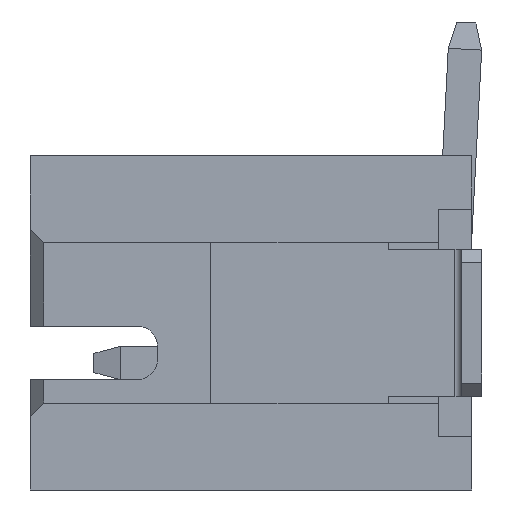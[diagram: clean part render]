
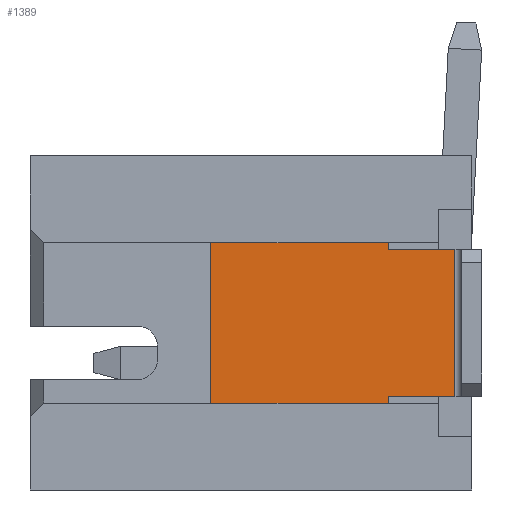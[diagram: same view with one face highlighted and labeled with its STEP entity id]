
A CAD part, left-side view. The second image highlights one B-rep face of the part: STEP entity #1389.
In plain terms, the highlighted face is planar.
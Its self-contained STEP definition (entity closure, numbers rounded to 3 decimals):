
#13 = ORIENTED_EDGE ( 'NONE', *, *, #2893, .T. ) ;
#276 = LINE ( 'NONE', #2927, #7581 ) ;
#379 = LINE ( 'NONE', #7660, #7395 ) ;
#490 = CARTESIAN_POINT ( 'NONE',  ( 5.35, 1.4, -3.35 ) ) ;
#534 = EDGE_CURVE ( 'NONE', #8161, #1356, #3503, .T. ) ;
#563 = EDGE_CURVE ( 'NONE', #7901, #4148, #7421, .T. ) ;
#648 = VECTOR ( 'NONE', #3287, 1000. ) ;
#810 = CARTESIAN_POINT ( 'NONE',  ( 5.35, 1.6, -3.95 ) ) ;
#837 = ORIENTED_EDGE ( 'NONE', *, *, #962, .T. ) ;
#962 = EDGE_CURVE ( 'NONE', #4122, #8161, #276, .T. ) ;
#1010 = DIRECTION ( 'NONE',  ( 0., 0., 1. ) ) ;
#1027 = ORIENTED_EDGE ( 'NONE', *, *, #3122, .T. ) ;
#1138 = PLANE ( 'NONE',  #7012 ) ;
#1215 = VERTEX_POINT ( 'NONE', #1813 ) ;
#1314 = LINE ( 'NONE', #5363, #1451 ) ;
#1356 = VERTEX_POINT ( 'NONE', #3439 ) ;
#1363 = VECTOR ( 'NONE', #1379, 1000. ) ;
#1379 = DIRECTION ( 'NONE',  ( 0., 1., 0. ) ) ;
#1389 = ADVANCED_FACE ( 'NONE', ( #7052 ), #1138, .T. ) ;
#1428 = EDGE_CURVE ( 'NONE', #4170, #4148, #8550, .T. ) ;
#1451 = VECTOR ( 'NONE', #8279, 1000. ) ;
#1602 = DIRECTION ( 'NONE',  ( 0., 1., 0. ) ) ;
#1673 = CARTESIAN_POINT ( 'NONE',  ( 5.35, 1.4, -3.75 ) ) ;
#1716 = DIRECTION ( 'NONE',  ( 0., 0., -1. ) ) ;
#1774 = VECTOR ( 'NONE', #6598, 1000. ) ;
#1806 = LINE ( 'NONE', #5100, #1774 ) ;
#1807 = CARTESIAN_POINT ( 'NONE',  ( 5.35, 1.4, -0.75 ) ) ;
#1813 = CARTESIAN_POINT ( 'NONE',  ( 5.35, 4.05, -0.55 ) ) ;
#2159 = ORIENTED_EDGE ( 'NONE', *, *, #6201, .F. ) ;
#2212 = DIRECTION ( 'NONE',  ( 0., 0., -1. ) ) ;
#2815 = EDGE_CURVE ( 'NONE', #1356, #5773, #379, .T. ) ;
#2893 = EDGE_CURVE ( 'NONE', #4388, #4170, #4639, .T. ) ;
#2927 = CARTESIAN_POINT ( 'NONE',  ( 5.35, 1.4, -3.75 ) ) ;
#3122 = EDGE_CURVE ( 'NONE', #1215, #4388, #8049, .T. ) ;
#3287 = DIRECTION ( 'NONE',  ( 0., -0.707, -0.707 ) ) ;
#3439 = CARTESIAN_POINT ( 'NONE',  ( 5.35, 1.6, -3.95 ) ) ;
#3503 = LINE ( 'NONE', #810, #7575 ) ;
#3677 = EDGE_CURVE ( 'NONE', #1215, #5773, #1314, .T. ) ;
#3679 = VERTEX_POINT ( 'NONE', #8183 ) ;
#3691 = EDGE_LOOP ( 'NONE', ( #3912, #1027, #13, #5959, #4205, #2159, #6232, #837, #5236, #6181 ) ) ;
#3912 = ORIENTED_EDGE ( 'NONE', *, *, #3677, .F. ) ;
#4122 = VERTEX_POINT ( 'NONE', #490 ) ;
#4123 = VECTOR ( 'NONE', #6777, 1000. ) ;
#4148 = VERTEX_POINT ( 'NONE', #6507 ) ;
#4170 = VERTEX_POINT ( 'NONE', #1807 ) ;
#4205 = ORIENTED_EDGE ( 'NONE', *, *, #563, .F. ) ;
#4388 = VERTEX_POINT ( 'NONE', #4962 ) ;
#4639 = LINE ( 'NONE', #5255, #648 ) ;
#4897 = DIRECTION ( 'NONE',  ( 0., -1., 0. ) ) ;
#4962 = CARTESIAN_POINT ( 'NONE',  ( 5.35, 1.6, -0.55 ) ) ;
#5100 = CARTESIAN_POINT ( 'NONE',  ( 5.35, 0.4, -3.35 ) ) ;
#5106 = CARTESIAN_POINT ( 'NONE',  ( 5.35, 0.15, -2.25 ) ) ;
#5161 = EDGE_CURVE ( 'NONE', #4122, #3679, #7090, .T. ) ;
#5236 = ORIENTED_EDGE ( 'NONE', *, *, #534, .T. ) ;
#5255 = CARTESIAN_POINT ( 'NONE',  ( 5.35, 1.6, -0.55 ) ) ;
#5363 = CARTESIAN_POINT ( 'NONE',  ( 5.35, 4.05, -2.25 ) ) ;
#5773 = VERTEX_POINT ( 'NONE', #6546 ) ;
#5959 = ORIENTED_EDGE ( 'NONE', *, *, #1428, .T. ) ;
#6181 = ORIENTED_EDGE ( 'NONE', *, *, #2815, .T. ) ;
#6201 = EDGE_CURVE ( 'NONE', #3679, #7901, #1806, .T. ) ;
#6232 = ORIENTED_EDGE ( 'NONE', *, *, #5161, .F. ) ;
#6445 = VECTOR ( 'NONE', #1716, 1000. ) ;
#6507 = CARTESIAN_POINT ( 'NONE',  ( 5.35, 1.4, -1.15 ) ) ;
#6546 = CARTESIAN_POINT ( 'NONE',  ( 5.35, 4.05, -3.95 ) ) ;
#6598 = DIRECTION ( 'NONE',  ( 0., 0., 1. ) ) ;
#6777 = DIRECTION ( 'NONE',  ( 0., -1., 0. ) ) ;
#6846 = CARTESIAN_POINT ( 'NONE',  ( 5.35, 6.55, -1.15 ) ) ;
#7009 = CARTESIAN_POINT ( 'NONE',  ( 5.35, 0.3, -3.35 ) ) ;
#7012 = AXIS2_PLACEMENT_3D ( 'NONE', #5106, #8430, #1010 ) ;
#7052 = FACE_OUTER_BOUND ( 'NONE', #3691, .T. ) ;
#7090 = LINE ( 'NONE', #7009, #7101 ) ;
#7101 = VECTOR ( 'NONE', #4897, 1000. ) ;
#7326 = CARTESIAN_POINT ( 'NONE',  ( 5.35, 0.4, -1.15 ) ) ;
#7376 = DIRECTION ( 'NONE',  ( 0., 0.707, -0.707 ) ) ;
#7395 = VECTOR ( 'NONE', #1602, 1000. ) ;
#7421 = LINE ( 'NONE', #6846, #1363 ) ;
#7575 = VECTOR ( 'NONE', #7376, 1000. ) ;
#7581 = VECTOR ( 'NONE', #2212, 1000. ) ;
#7660 = CARTESIAN_POINT ( 'NONE',  ( 5.35, 6.55, -3.95 ) ) ;
#7774 = CARTESIAN_POINT ( 'NONE',  ( 5.35, 1.4, -0.75 ) ) ;
#7901 = VERTEX_POINT ( 'NONE', #7326 ) ;
#8049 = LINE ( 'NONE', #8086, #4123 ) ;
#8086 = CARTESIAN_POINT ( 'NONE',  ( 5.35, 6.55, -0.55 ) ) ;
#8161 = VERTEX_POINT ( 'NONE', #1673 ) ;
#8183 = CARTESIAN_POINT ( 'NONE',  ( 5.35, 0.4, -3.35 ) ) ;
#8279 = DIRECTION ( 'NONE',  ( 0., 0., -1. ) ) ;
#8430 = DIRECTION ( 'NONE',  ( 1., 0., 0. ) ) ;
#8550 = LINE ( 'NONE', #7774, #6445 ) ;
